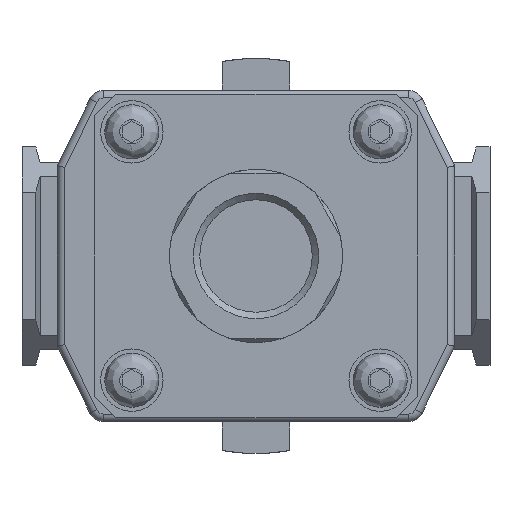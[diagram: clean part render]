
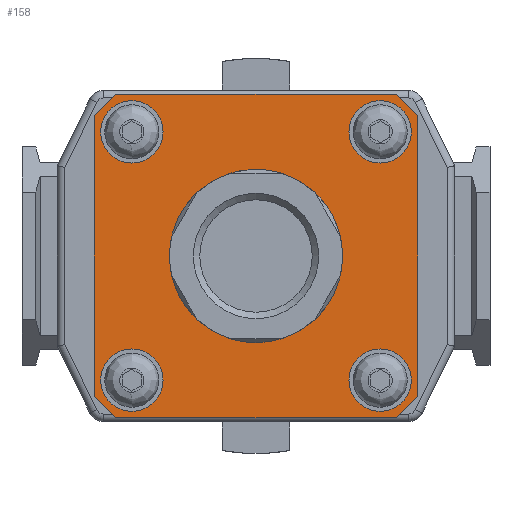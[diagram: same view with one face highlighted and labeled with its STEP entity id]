
A CAD part, front view. The second image highlights one B-rep face of the part: STEP entity #158.
In plain terms, the highlighted planar face has unit normal (0, -1, 0).
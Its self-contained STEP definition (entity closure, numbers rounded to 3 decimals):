
#158 = ADVANCED_FACE( '', ( #567, #568, #569, #570, #571, #572 ), #573, .F. );
#567 = FACE_BOUND( '', #1289, .T. );
#568 = FACE_BOUND( '', #1290, .T. );
#569 = FACE_BOUND( '', #1291, .T. );
#570 = FACE_BOUND( '', #1292, .T. );
#571 = FACE_BOUND( '', #1293, .T. );
#572 = FACE_OUTER_BOUND( '', #1294, .T. );
#573 = PLANE( '', #1295 );
#1289 = EDGE_LOOP( '', ( #2623 ) );
#1290 = EDGE_LOOP( '', ( #2624 ) );
#1291 = EDGE_LOOP( '', ( #2625 ) );
#1292 = EDGE_LOOP( '', ( #2626 ) );
#1293 = EDGE_LOOP( '', ( #2627 ) );
#1294 = EDGE_LOOP( '', ( #2628, #2629, #2630, #2631, #2632, #2633, #2634, #2635 ) );
#1295 = AXIS2_PLACEMENT_3D( '', #2636, #2637, #2638 );
#2623 = ORIENTED_EDGE( '', *, *, #4582, .F. );
#2624 = ORIENTED_EDGE( '', *, *, #4583, .F. );
#2625 = ORIENTED_EDGE( '', *, *, #4584, .F. );
#2626 = ORIENTED_EDGE( '', *, *, #4585, .F. );
#2627 = ORIENTED_EDGE( '', *, *, #4586, .F. );
#2628 = ORIENTED_EDGE( '', *, *, #4559, .F. );
#2629 = ORIENTED_EDGE( '', *, *, #4581, .F. );
#2630 = ORIENTED_EDGE( '', *, *, #4577, .F. );
#2631 = ORIENTED_EDGE( '', *, *, #4575, .F. );
#2632 = ORIENTED_EDGE( '', *, *, #4573, .F. );
#2633 = ORIENTED_EDGE( '', *, *, #4570, .F. );
#2634 = ORIENTED_EDGE( '', *, *, #4566, .F. );
#2635 = ORIENTED_EDGE( '', *, *, #4563, .F. );
#2636 = CARTESIAN_POINT( '', ( 0., 11., 0. ) );
#2637 = DIRECTION( '', ( 0., 1., 0. ) );
#2638 = DIRECTION( '', ( 0., 0., 1. ) );
#4559 = EDGE_CURVE( '', #5432, #5434, #5435, .T. );
#4563 = EDGE_CURVE( '', #5434, #5441, #5442, .T. );
#4566 = EDGE_CURVE( '', #5441, #5445, #5446, .T. );
#4570 = EDGE_CURVE( '', #5445, #5452, #5453, .T. );
#4573 = EDGE_CURVE( '', #5452, #5456, #5457, .T. );
#4575 = EDGE_CURVE( '', #5456, #5459, #5460, .T. );
#4577 = EDGE_CURVE( '', #5459, #5462, #5463, .T. );
#4581 = EDGE_CURVE( '', #5462, #5432, #5468, .T. );
#4582 = EDGE_CURVE( '', #5469, #5469, #5470, .T. );
#4583 = EDGE_CURVE( '', #5471, #5471, #5472, .T. );
#4584 = EDGE_CURVE( '', #5473, #5473, #5474, .T. );
#4585 = EDGE_CURVE( '', #5475, #5475, #5476, .T. );
#4586 = EDGE_CURVE( '', #5477, #5477, #5478, .T. );
#5432 = VERTEX_POINT( '', #6849 );
#5434 = VERTEX_POINT( '', #6852 );
#5435 = LINE( '', #6853, #6854 );
#5441 = VERTEX_POINT( '', #6863 );
#5442 = LINE( '', #6864, #6865 );
#5445 = VERTEX_POINT( '', #6870 );
#5446 = LINE( '', #6871, #6872 );
#5452 = VERTEX_POINT( '', #6881 );
#5453 = LINE( '', #6882, #6883 );
#5456 = VERTEX_POINT( '', #6888 );
#5457 = LINE( '', #6889, #6890 );
#5459 = VERTEX_POINT( '', #6893 );
#5460 = LINE( '', #6894, #6895 );
#5462 = VERTEX_POINT( '', #6898 );
#5463 = LINE( '', #6899, #6900 );
#5468 = LINE( '', #6908, #6909 );
#5469 = VERTEX_POINT( '', #6910 );
#5470 = CIRCLE( '', #6911, 11.5 );
#5471 = VERTEX_POINT( '', #6912 );
#5472 = CIRCLE( '', #6913, 4.15 );
#5473 = VERTEX_POINT( '', #6914 );
#5474 = CIRCLE( '', #6915, 4.15 );
#5475 = VERTEX_POINT( '', #6916 );
#5476 = CIRCLE( '', #6917, 4.15 );
#5477 = VERTEX_POINT( '', #6918 );
#5478 = CIRCLE( '', #6919, 4.15 );
#6849 = CARTESIAN_POINT( '', ( -18.672, 11., -21.5 ) );
#6852 = CARTESIAN_POINT( '', ( -21.5, 11., -18.672 ) );
#6853 = CARTESIAN_POINT( '', ( -18.672, 11., -21.5 ) );
#6854 = VECTOR( '', #8493, 1000. );
#6863 = CARTESIAN_POINT( '', ( -21.5, 11., 18.672 ) );
#6864 = CARTESIAN_POINT( '', ( -21.5, 11., -18.672 ) );
#6865 = VECTOR( '', #8497, 1000. );
#6870 = CARTESIAN_POINT( '', ( -18.672, 11., 21.5 ) );
#6871 = CARTESIAN_POINT( '', ( -21.5, 11., 18.672 ) );
#6872 = VECTOR( '', #8500, 1000. );
#6881 = CARTESIAN_POINT( '', ( 18.672, 11., 21.5 ) );
#6882 = CARTESIAN_POINT( '', ( -18.672, 11., 21.5 ) );
#6883 = VECTOR( '', #8504, 1000. );
#6888 = CARTESIAN_POINT( '', ( 21.5, 11., 18.672 ) );
#6889 = CARTESIAN_POINT( '', ( 18.672, 11., 21.5 ) );
#6890 = VECTOR( '', #8507, 1000. );
#6893 = CARTESIAN_POINT( '', ( 21.5, 11., -18.672 ) );
#6894 = CARTESIAN_POINT( '', ( 21.5, 11., 18.672 ) );
#6895 = VECTOR( '', #8509, 1000. );
#6898 = CARTESIAN_POINT( '', ( 18.672, 11., -21.5 ) );
#6899 = CARTESIAN_POINT( '', ( 21.5, 11., -18.672 ) );
#6900 = VECTOR( '', #8511, 1000. );
#6908 = CARTESIAN_POINT( '', ( 18.672, 11., -21.5 ) );
#6909 = VECTOR( '', #8515, 1000. );
#6910 = CARTESIAN_POINT( '', ( 0., 11., -11.5 ) );
#6911 = AXIS2_PLACEMENT_3D( '', #8516, #8517, #8518 );
#6912 = CARTESIAN_POINT( '', ( -16.5, 11., -20.65 ) );
#6913 = AXIS2_PLACEMENT_3D( '', #8519, #8520, #8521 );
#6914 = CARTESIAN_POINT( '', ( -16.5, 11., 12.35 ) );
#6915 = AXIS2_PLACEMENT_3D( '', #8522, #8523, #8524 );
#6916 = CARTESIAN_POINT( '', ( 16.5, 11., 12.35 ) );
#6917 = AXIS2_PLACEMENT_3D( '', #8525, #8526, #8527 );
#6918 = CARTESIAN_POINT( '', ( 16.5, 11., -20.65 ) );
#6919 = AXIS2_PLACEMENT_3D( '', #8528, #8529, #8530 );
#8493 = DIRECTION( '', ( -0.707, 0., 0.707 ) );
#8497 = DIRECTION( '', ( 0., 0., 1. ) );
#8500 = DIRECTION( '', ( 0.707, 0., 0.707 ) );
#8504 = DIRECTION( '', ( 1., 0., 0. ) );
#8507 = DIRECTION( '', ( 0.707, 0., -0.707 ) );
#8509 = DIRECTION( '', ( 0., 0., -1. ) );
#8511 = DIRECTION( '', ( -0.707, 0., -0.707 ) );
#8515 = DIRECTION( '', ( -1., 0., 0. ) );
#8516 = CARTESIAN_POINT( '', ( 0., 11., 0. ) );
#8517 = DIRECTION( '', ( 0., -1., 0. ) );
#8518 = DIRECTION( '', ( 0., 0., -1. ) );
#8519 = CARTESIAN_POINT( '', ( -16.5, 11., -16.5 ) );
#8520 = DIRECTION( '', ( 0., -1., 0. ) );
#8521 = DIRECTION( '', ( 0., 0., -1. ) );
#8522 = CARTESIAN_POINT( '', ( -16.5, 11., 16.5 ) );
#8523 = DIRECTION( '', ( 0., -1., 0. ) );
#8524 = DIRECTION( '', ( 0., 0., -1. ) );
#8525 = CARTESIAN_POINT( '', ( 16.5, 11., 16.5 ) );
#8526 = DIRECTION( '', ( 0., -1., 0. ) );
#8527 = DIRECTION( '', ( 0., 0., -1. ) );
#8528 = CARTESIAN_POINT( '', ( 16.5, 11., -16.5 ) );
#8529 = DIRECTION( '', ( 0., -1., 0. ) );
#8530 = DIRECTION( '', ( 0., 0., -1. ) );
